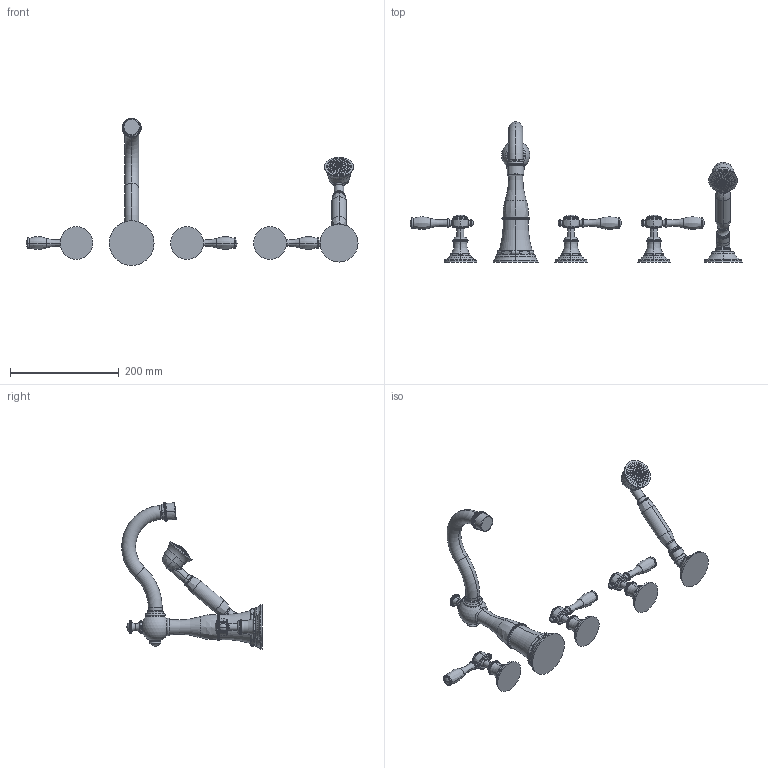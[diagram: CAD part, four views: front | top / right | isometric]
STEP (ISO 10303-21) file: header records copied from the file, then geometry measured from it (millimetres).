
FILE_DESCRIPTION((''),'2;1');
FILE_NAME('3-1777','2021-03-18T11:24:58',('jinson.thomas'),(''),'CREO PARAMETRIC BY PTC INC, 2018400','CREO PARAMETRIC BY PTC INC, 2018400','');
FILE_SCHEMA(('CONFIG_CONTROL_DESIGN'));
Length unit declared in the file: inch
Products named in the file (1): 3-1777
Bounding box: 610.01 x 258.34 x 270.03 mm (x, y, z)
Volume: 943680.1 mm3; surface area: 148769.6 mm2
Topology: 5 solids, 5 shells, 1645 faces, 2867 edges, 1806 vertices
Faces by surface type: plane 1085, torus 224, cylinder 189, cone 80, bspline 43, sphere 24
Entity records: 62686 total; most frequent: CARTESIAN_POINT 33086, ORIENTED_EDGE 5690, DIRECTION 5495, EDGE_CURVE 2845, AXIS2_PLACEMENT_3D 2364, EDGE_LOOP 2241, VERTEX_POINT 1806, FACE_OUTER_BOUND 1645
